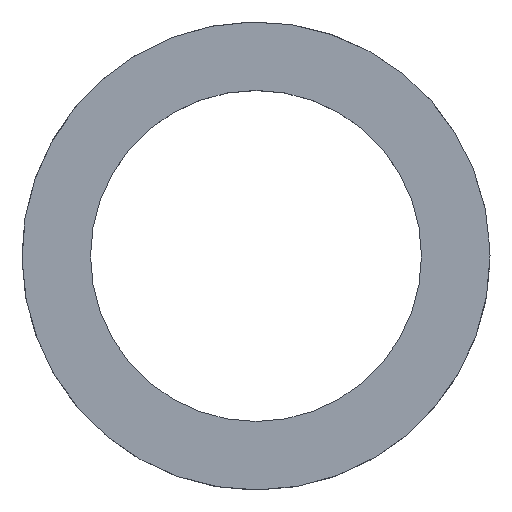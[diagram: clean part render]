
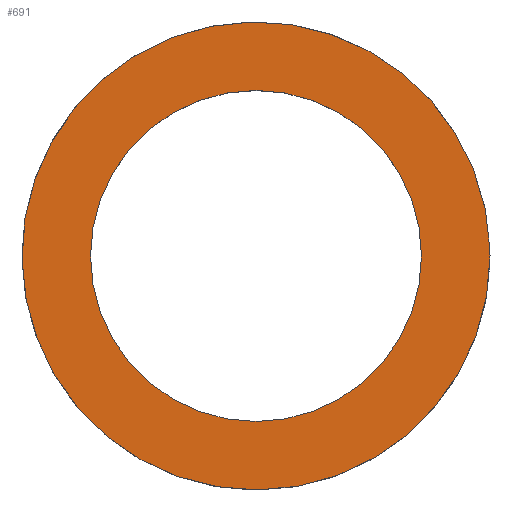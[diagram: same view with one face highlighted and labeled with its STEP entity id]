
A CAD part, top view. The second image highlights one B-rep face of the part: STEP entity #691.
In plain terms, the highlighted planar face has unit normal (0, 0, 1).
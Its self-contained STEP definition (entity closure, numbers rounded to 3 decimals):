
#65=CIRCLE('',#762,24.05);
#70=CIRCLE('',#776,34.);
#217=ORIENTED_EDGE('',*,*,#329,.F.);
#218=ORIENTED_EDGE('',*,*,#346,.T.);
#329=EDGE_CURVE('',#408,#408,#65,.F.);
#346=EDGE_CURVE('',#417,#417,#70,.F.);
#408=VERTEX_POINT('',#1138);
#417=VERTEX_POINT('',#1173);
#576=EDGE_LOOP('',(#217));
#577=EDGE_LOOP('',(#218));
#622=FACE_BOUND('',#576,.T.);
#623=FACE_BOUND('',#577,.T.);
#657=PLANE('',#775);
#691=ADVANCED_FACE('',(#622,#623),#657,.F.);
#762=AXIS2_PLACEMENT_3D('',#1137,#920,#921);
#775=AXIS2_PLACEMENT_3D('',#1171,#958,#959);
#776=AXIS2_PLACEMENT_3D('',#1172,#960,#961);
#920=DIRECTION('',(0.,0.,-1.));
#921=DIRECTION('',(1.,0.,0.));
#958=DIRECTION('',(0.,0.,-1.));
#959=DIRECTION('',(1.,0.,0.));
#960=DIRECTION('',(0.,0.,-1.));
#961=DIRECTION('',(1.,0.,0.));
#1137=CARTESIAN_POINT('',(0.,0.,-1.));
#1138=CARTESIAN_POINT('',(24.05,0.,-1.));
#1171=CARTESIAN_POINT('',(0.,0.,-1.));
#1172=CARTESIAN_POINT('',(0.,0.,-1.));
#1173=CARTESIAN_POINT('',(34.,0.,-1.));
